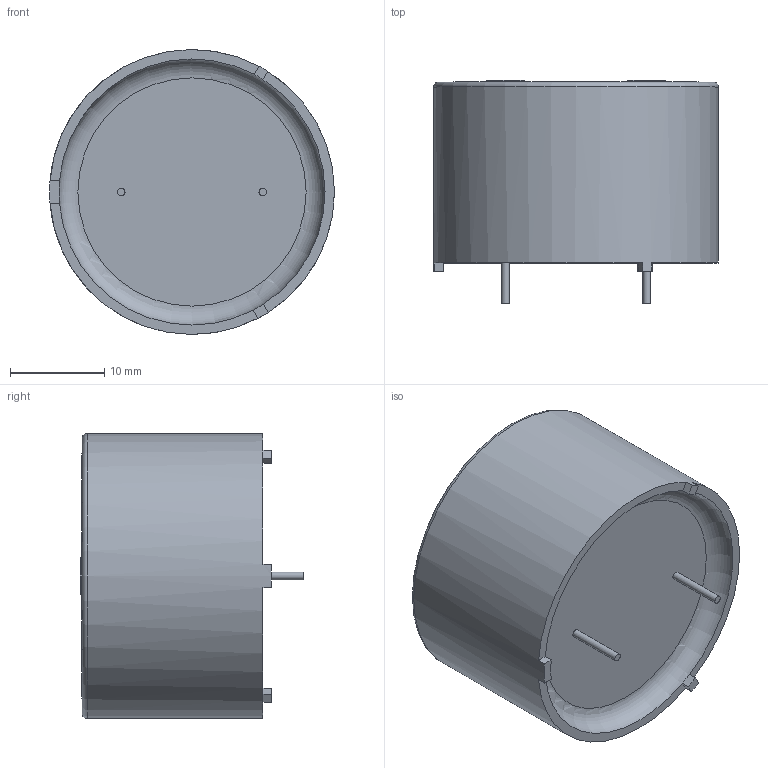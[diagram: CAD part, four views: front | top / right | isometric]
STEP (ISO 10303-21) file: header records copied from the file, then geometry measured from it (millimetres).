
FILE_DESCRIPTION(/* description */ (''),/* implementation_level */ '2;1');
FILE_NAME(/* name */ 'AI-3035-TT-12V-R.ipt.step',/* time_stamp */ '2024-02-07T22:18:04-05:00',/* author */ ('vandenbroek'),/* organization */ (''),/* preprocessor_version */ 'ST-DEVELOPER v20',/* originating_system */ 'Autodesk Inventor 2024',/* authorisation */ '');
FILE_SCHEMA (('AUTOMOTIVE_DESIGN { 1 0 10303 214 3 1 1 }'));
Length unit declared in the file: millimetre
Products named in the file (1): AI-3035-TT-12V-R
Bounding box: 30.2 x 23.65 x 30.2 mm (x, y, z)
Volume: 10500.6 mm3; surface area: 4887.1 mm2
Topology: 1 solids, 1 shells, 49 faces, 114 edges, 74 vertices
Faces by surface type: plane 37, cylinder 10, torus 2
Full cylindrical faces by diameter (mm): 0.75 x1, 0.8 x2, 6.9 x1, 26 x1, 28.2 x1, 30.2 x1
Entity records: 1523 total; most frequent: DIRECTION 249, CARTESIAN_POINT 238, ORIENTED_EDGE 228, EDGE_CURVE 114, AXIS2_PLACEMENT_3D 85, LINE 79, VECTOR 79, VERTEX_POINT 74
